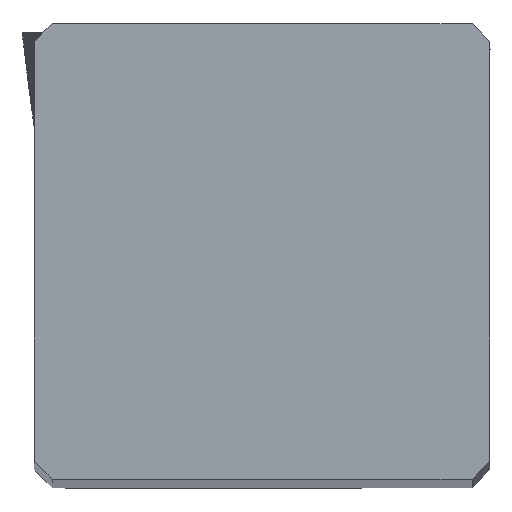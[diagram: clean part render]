
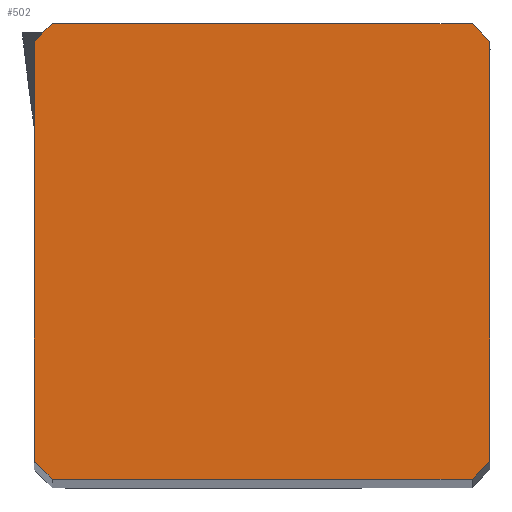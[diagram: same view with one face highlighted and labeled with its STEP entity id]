
A CAD part, top view. The second image highlights one B-rep face of the part: STEP entity #502.
In plain terms, the highlighted planar face has unit normal (0, 0, 1).
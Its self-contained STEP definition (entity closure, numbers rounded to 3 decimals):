
#435=FACE_OUTER_BOUND('',#612,.T.);
#502=ADVANCED_FACE('',(#435),#561,.T.);
#561=PLANE('',#1833);
#612=EDGE_LOOP('',(#765,#766,#767,#768,#769,#770,#771,#772));
#765=ORIENTED_EDGE('',*,*,#1203,.T.);
#766=ORIENTED_EDGE('',*,*,#1204,.F.);
#767=ORIENTED_EDGE('',*,*,#1187,.F.);
#768=ORIENTED_EDGE('',*,*,#1205,.F.);
#769=ORIENTED_EDGE('',*,*,#1206,.T.);
#770=ORIENTED_EDGE('',*,*,#1207,.F.);
#771=ORIENTED_EDGE('',*,*,#1208,.T.);
#772=ORIENTED_EDGE('',*,*,#1209,.F.);
#1054=VERTEX_POINT('',#2445);
#1055=VERTEX_POINT('',#2447);
#1066=VERTEX_POINT('',#2472);
#1068=VERTEX_POINT('',#2477);
#1069=VERTEX_POINT('',#2482);
#1070=VERTEX_POINT('',#2484);
#1071=VERTEX_POINT('',#2486);
#1072=VERTEX_POINT('',#2488);
#1187=EDGE_CURVE('',#1054,#1055,#1478,.T.);
#1203=EDGE_CURVE('',#1066,#1068,#1491,.T.);
#1204=EDGE_CURVE('',#1055,#1068,#1492,.T.);
#1205=EDGE_CURVE('',#1069,#1054,#1493,.T.);
#1206=EDGE_CURVE('',#1069,#1070,#1494,.T.);
#1207=EDGE_CURVE('',#1071,#1070,#1495,.T.);
#1208=EDGE_CURVE('',#1071,#1072,#1496,.T.);
#1209=EDGE_CURVE('',#1066,#1072,#1497,.T.);
#1478=LINE('',#2446,#1585);
#1491=LINE('',#2478,#1598);
#1492=LINE('',#2480,#1599);
#1493=LINE('',#2481,#1600);
#1494=LINE('',#2483,#1601);
#1495=LINE('',#2485,#1602);
#1496=LINE('',#2487,#1603);
#1497=LINE('',#2489,#1604);
#1585=VECTOR('',#2057,1.);
#1598=VECTOR('',#2080,1.);
#1599=VECTOR('',#2083,1.);
#1600=VECTOR('',#2084,1.);
#1601=VECTOR('',#2085,1.);
#1602=VECTOR('',#2086,1.);
#1603=VECTOR('',#2087,1.);
#1604=VECTOR('',#2088,1.);
#1833=AXIS2_PLACEMENT_3D('',#2490,#2089,#2090);
#2057=DIRECTION('',(-1.,0.,0.));
#2080=DIRECTION('',(0.,-1.,0.));
#2083=DIRECTION('',(-0.707,0.707,0.));
#2084=DIRECTION('',(-0.707,-0.707,0.));
#2085=DIRECTION('',(0.,1.,0.));
#2086=DIRECTION('',(0.707,-0.707,0.));
#2087=DIRECTION('',(-1.,0.,0.));
#2088=DIRECTION('',(0.707,0.707,0.));
#2089=DIRECTION('',(0.,0.,1.));
#2090=DIRECTION('',(1.,0.,0.));
#2445=CARTESIAN_POINT('',(-0.5,0.,0.));
#2446=CARTESIAN_POINT('',(-0.5,0.,0.));
#2447=CARTESIAN_POINT('',(-12.2,0.,0.));
#2472=CARTESIAN_POINT('',(-12.7,12.2,0.));
#2477=CARTESIAN_POINT('',(-12.7,0.5,0.));
#2478=CARTESIAN_POINT('',(-12.7,12.2,0.));
#2480=CARTESIAN_POINT('',(-12.2,0.,0.));
#2481=CARTESIAN_POINT('',(0.,0.5,0.));
#2482=CARTESIAN_POINT('',(0.,0.5,0.));
#2483=CARTESIAN_POINT('',(0.,0.5,0.));
#2484=CARTESIAN_POINT('',(0.,12.2,0.));
#2485=CARTESIAN_POINT('',(-0.5,12.7,0.));
#2486=CARTESIAN_POINT('',(-0.5,12.7,0.));
#2487=CARTESIAN_POINT('',(-0.5,12.7,0.));
#2488=CARTESIAN_POINT('',(-12.2,12.7,0.));
#2489=CARTESIAN_POINT('',(-12.7,12.2,0.));
#2490=CARTESIAN_POINT('',(-6.35,6.35,0.));
